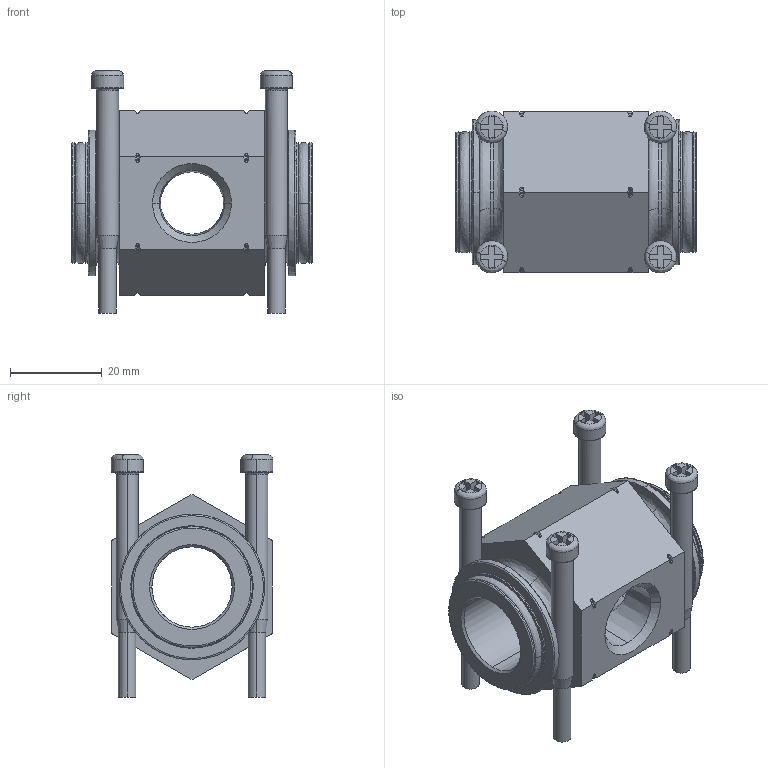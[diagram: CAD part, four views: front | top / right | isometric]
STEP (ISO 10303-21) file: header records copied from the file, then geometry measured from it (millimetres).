
FILE_DESCRIPTION (( 'STEP AP203' ), '1' );
FILE_NAME ('5U20P100.step', '2023-05-17T14:51:04', ( '' ), ( '' ), 'SwSTEP 2.0', 'SolidWorks 2021', '' );
FILE_SCHEMA (( 'CONFIG_CONTROL_DESIGN' ));
Length unit declared in the file: inch
Products named in the file (1): 5U20P100
Bounding box: 52.5 x 35.28 x 52.8 mm (x, y, z)
Volume: 32317.8 mm3; surface area: 16133.7 mm2
Topology: 7 solids, 7 shells, 288 faces, 790 edges, 530 vertices
Faces by surface type: bspline 88, plane 82, cylinder 60, cone 58
Entity records: 13577 total; most frequent: CARTESIAN_POINT 6664, ORIENTED_EDGE 1580, DIRECTION 1278, EDGE_CURVE 790, VERTEX_POINT 530, AXIS2_PLACEMENT_3D 499, EDGE_LOOP 312, CIRCLE 298
